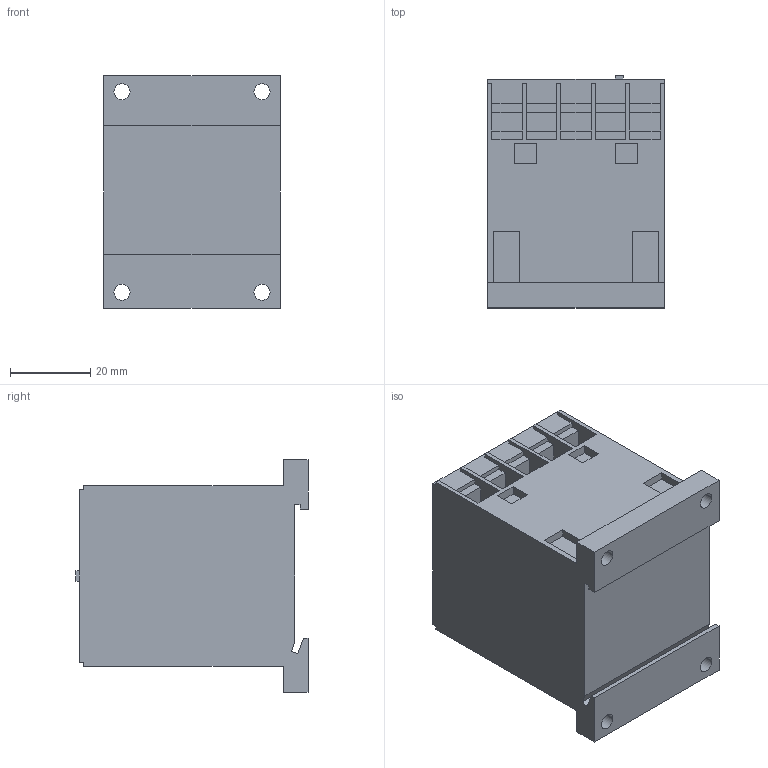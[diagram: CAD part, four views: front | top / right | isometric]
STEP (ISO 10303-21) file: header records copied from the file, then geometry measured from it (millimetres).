
FILE_DESCRIPTION((''),'2;1');
FILE_NAME('188756_ASM','2023-04-28T12:57:12',('banengservice'),('BANNER ENGINEERING'),'CREO PARAMETRIC BY PTC INC, 2022414','CREO PARAMETRIC BY PTC INC, 2022414','');
FILE_SCHEMA(('CONFIG_CONTROL_DESIGN'));
Length unit declared in the file: millimetre
Products named in the file (2): 69682---BG00-31-D-024; 188756_ASM
Assembly tree (1 placements, depth 2):
  188756_ASM
    69682---BG00-31-D-024
Bounding box: 44 x 57.92 x 58 mm (x, y, z)
Volume: 103867.7 mm3; surface area: 20244.9 mm2
Topology: 1 solids, 1 shells, 771 faces, 2172 edges, 1448 vertices
Faces by surface type: plane 739, cylinder 32
Entity records: 24517 total; most frequent: CARTESIAN_POINT 4394, ORIENTED_EDGE 4344, DIRECTION 3788, EDGE_CURVE 2172, VECTOR 2104, LINE 2104, VERTEX_POINT 1448, AXIS2_PLACEMENT_3D 842
